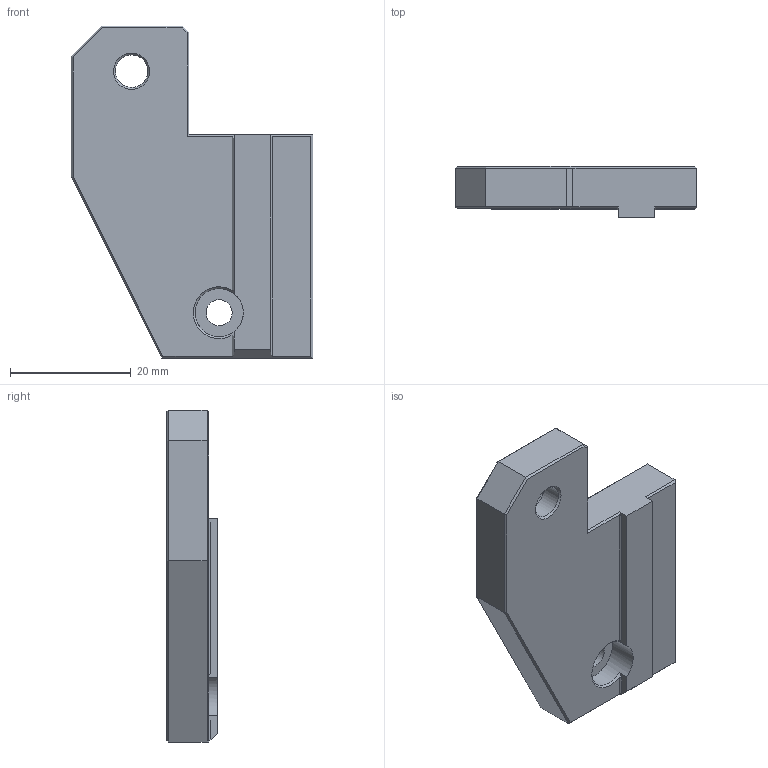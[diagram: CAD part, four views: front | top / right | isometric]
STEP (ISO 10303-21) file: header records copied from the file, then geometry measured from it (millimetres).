
FILE_DESCRIPTION(/* description */ (''),/* implementation_level */ '2;1');
FILE_NAME(/* name */ 'MB-PSU-top-bracket.step',/* time_stamp */ '2023-04-14T22:41:10+02:00',/* author */ (''),/* organization */ (''),/* preprocessor_version */ 'ST-DEVELOPER v19.2',/* originating_system */ 'Autodesk Translation Framework v12.4.0.73',/* authorisation */ '');
FILE_SCHEMA (('AUTOMOTIVE_DESIGN { 1 0 10303 214 3 1 1 }'));
Length unit declared in the file: millimetre
Products named in the file (1): MB-PSU-top-bracket
Bounding box: 40 x 8.4 x 55 mm (x, y, z)
Volume: 10872.3 mm3; surface area: 4667.5 mm2
Topology: 1 solids, 1 shells, 61 faces, 153 edges, 94 vertices
Faces by surface type: plane 53, cone 4, cylinder 4
Full cylindrical faces by diameter (mm): 4.3 x1, 5.4 x1, 8 x1, 10 x1
Entity records: 1811 total; most frequent: CARTESIAN_POINT 321, ORIENTED_EDGE 306, DIRECTION 292, EDGE_CURVE 153, LINE 126, VECTOR 126, VERTEX_POINT 94, AXIS2_PLACEMENT_3D 83
